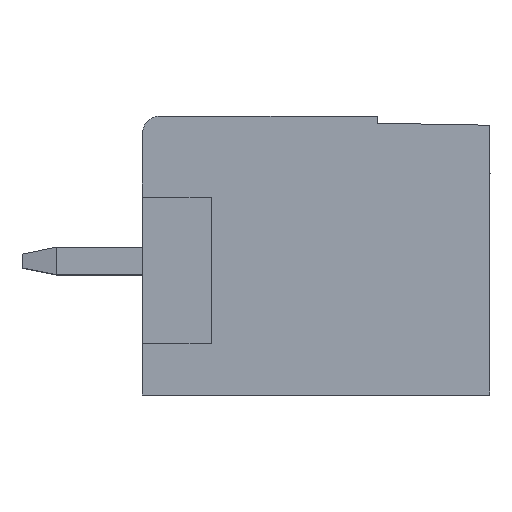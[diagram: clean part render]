
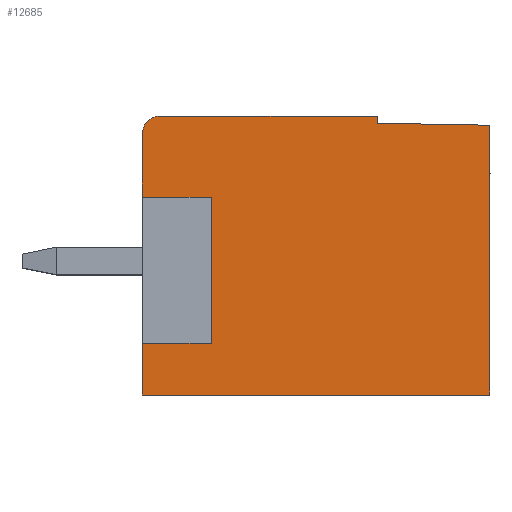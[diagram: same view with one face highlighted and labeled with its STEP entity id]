
A CAD part, top view. The second image highlights one B-rep face of the part: STEP entity #12685.
In plain terms, the highlighted planar face has unit normal (0, 0, 1).
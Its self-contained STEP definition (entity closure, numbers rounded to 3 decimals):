
#5=DIRECTION('',(0.,1.,0.));
#6=VECTOR('',#5,7.84);
#7=CARTESIAN_POINT('',(-10.615,0.099,168.212));
#8=LINE('',#7,#6);
#133=DIRECTION('',(0.,1.,0.));
#134=VECTOR('',#133,0.202);
#135=CARTESIAN_POINT('',(-13.889,7.997,168.212));
#136=LINE('',#135,#134);
#201=DIRECTION('',(0.,-1.,0.));
#202=VECTOR('',#201,1.85);
#203=CARTESIAN_POINT('',(-20.715,7.699,168.212));
#204=LINE('',#203,#202);
#217=DIRECTION('',(0.,-1.,0.));
#218=VECTOR('',#217,1.5);
#219=CARTESIAN_POINT('',(-20.715,1.599,168.212));
#220=LINE('',#219,#218);
#489=DIRECTION('',(1.,0.,0.));
#490=VECTOR('',#489,10.1);
#491=CARTESIAN_POINT('',(-20.715,0.099,168.212));
#492=LINE('',#491,#490);
#4528=DIRECTION('',(0.,1.,0.));
#4529=VECTOR('',#4528,4.25);
#4530=CARTESIAN_POINT('',(-18.715,1.599,168.212));
#4531=LINE('',#4530,#4529);
#4532=DIRECTION('',(-1.,0.,0.));
#4533=VECTOR('',#4532,2.);
#4534=CARTESIAN_POINT('',(-18.715,5.849,168.212));
#4535=LINE('',#4534,#4533);
#4536=CARTESIAN_POINT('',(-20.215,7.699,168.212));
#4537=DIRECTION('',(0.,0.,-1.));
#4538=DIRECTION('',(-1.,0.,0.));
#4539=AXIS2_PLACEMENT_3D('',#4536,#4537,#4538);
#4541=DIRECTION('',(1.,0.,0.));
#4542=VECTOR('',#4541,6.326);
#4543=CARTESIAN_POINT('',(-20.215,8.199,168.212));
#4544=LINE('',#4543,#4542);
#4545=DIRECTION('',(1.,-0.017,0.));
#4546=VECTOR('',#4545,3.274);
#4547=CARTESIAN_POINT('',(-13.889,7.997,168.212));
#4548=LINE('',#4547,#4546);
#4549=DIRECTION('',(-1.,0.,0.));
#4550=VECTOR('',#4549,2.);
#4551=CARTESIAN_POINT('',(-18.715,1.599,168.212));
#4552=LINE('',#4551,#4550);
#4573=CARTESIAN_POINT('',(-10.615,0.099,
168.212));
#4574=CARTESIAN_POINT('',(-10.615,7.94,168.212));
#4575=VERTEX_POINT('',#4573);
#4576=VERTEX_POINT('',#4574);
#4649=CARTESIAN_POINT('',(-20.715,0.099,
168.212));
#4650=VERTEX_POINT('',#4649);
#4916=CARTESIAN_POINT('',(-13.889,7.997,168.212));
#4917=VERTEX_POINT('',#4916);
#4918=CARTESIAN_POINT('',(-20.715,1.599,168.212));
#4919=VERTEX_POINT('',#4918);
#4920=CARTESIAN_POINT('',(-18.715,1.599,168.212));
#4921=VERTEX_POINT('',#4920);
#4922=CARTESIAN_POINT('',(-18.715,5.849,168.212));
#4923=VERTEX_POINT('',#4922);
#4924=CARTESIAN_POINT('',(-20.715,5.849,168.212));
#4925=VERTEX_POINT('',#4924);
#4926=CARTESIAN_POINT('',(-20.715,7.699,168.212));
#4927=VERTEX_POINT('',#4926);
#4928=CARTESIAN_POINT('',(-20.215,8.199,168.212));
#4929=VERTEX_POINT('',#4928);
#4930=CARTESIAN_POINT('',(-13.889,8.199,168.212));
#4931=VERTEX_POINT('',#4930);
#12664=CARTESIAN_POINT('',(-10.615,0.099,
168.212));
#12665=DIRECTION('',(0.,0.,-1.));
#12666=DIRECTION('',(0.,1.,0.));
#12667=AXIS2_PLACEMENT_3D('',#12664,#12665,#12666);
#12668=PLANE('',#12667);
#12669=ORIENTED_EDGE('',*,*,#5999,.F.);
#12670=ORIENTED_EDGE('',*,*,#6620,.F.);
#12671=ORIENTED_EDGE('',*,*,#6204,.F.);
#12673=ORIENTED_EDGE('',*,*,#12672,.F.);
#12675=ORIENTED_EDGE('',*,*,#12674,.T.);
#12677=ORIENTED_EDGE('',*,*,#12676,.T.);
#12678=ORIENTED_EDGE('',*,*,#6196,.F.);
#12679=ORIENTED_EDGE('',*,*,#6161,.T.);
#12680=ORIENTED_EDGE('',*,*,#6146,.T.);
#12681=ORIENTED_EDGE('',*,*,#6131,.F.);
#12682=ORIENTED_EDGE('',*,*,#6116,.T.);
#12683=EDGE_LOOP('',(#12669,#12670,#12671,#12673,#12675,#12677,#12678,#12679,
#12680,#12681,#12682));
#12684=FACE_OUTER_BOUND('',#12683,.F.);
#4540=CIRCLE('',#4539,0.5);
#5999=EDGE_CURVE('',#4575,#4576,#8,.T.);
#6116=EDGE_CURVE('',#4917,#4576,#4548,.T.);
#6131=EDGE_CURVE('',#4917,#4931,#136,.T.);
#6146=EDGE_CURVE('',#4929,#4931,#4544,.T.);
#6161=EDGE_CURVE('',#4927,#4929,#4540,.T.);
#6196=EDGE_CURVE('',#4927,#4925,#204,.T.);
#6204=EDGE_CURVE('',#4919,#4650,#220,.T.);
#6620=EDGE_CURVE('',#4650,#4575,#492,.T.);
#12672=EDGE_CURVE('',#4921,#4919,#4552,.T.);
#12674=EDGE_CURVE('',#4921,#4923,#4531,.T.);
#12676=EDGE_CURVE('',#4923,#4925,#4535,.T.);
#12685=ADVANCED_FACE('',(#12684),#12668,.F.);
